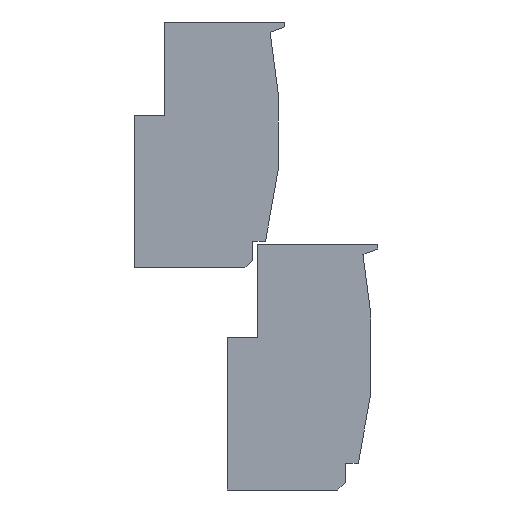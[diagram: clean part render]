
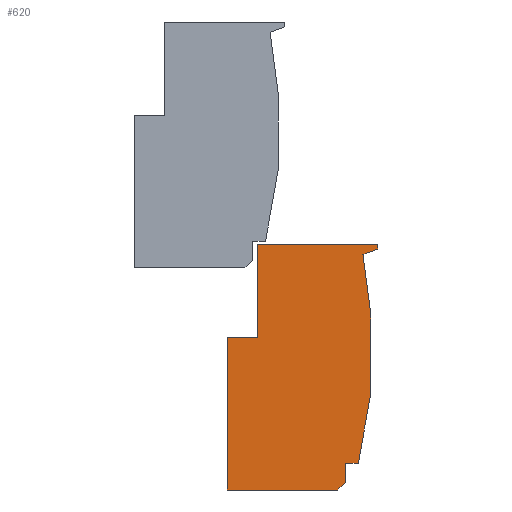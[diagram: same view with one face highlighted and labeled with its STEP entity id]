
A CAD part, left-side view. The second image highlights one B-rep face of the part: STEP entity #620.
In plain terms, the highlighted planar face has unit normal (-1, 0, 0).
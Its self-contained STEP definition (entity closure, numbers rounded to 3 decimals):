
#620=ADVANCED_FACE('',(#1360),#1361,.T.);
#1360=FACE_OUTER_BOUND('',#2232,.T.);
#1361=PLANE('',#2233);
#2232=EDGE_LOOP('',(#3899,#3900,#3901,#3902,#3903,#3904,#3905,#3906,#3907,#3908,#3909,#3910,#3911));
#2233=AXIS2_PLACEMENT_3D('',#3912,#3913,#3914);
#3899=ORIENTED_EDGE('',*,*,#5651,.T.);
#3900=ORIENTED_EDGE('',*,*,#5620,.T.);
#3901=ORIENTED_EDGE('',*,*,#5625,.T.);
#3902=ORIENTED_EDGE('',*,*,#5629,.T.);
#3903=ORIENTED_EDGE('',*,*,#5633,.T.);
#3904=ORIENTED_EDGE('',*,*,#5637,.T.);
#3905=ORIENTED_EDGE('',*,*,#5641,.T.);
#3906=ORIENTED_EDGE('',*,*,#5645,.T.);
#3907=ORIENTED_EDGE('',*,*,#5648,.T.);
#3908=ORIENTED_EDGE('',*,*,#5614,.T.);
#3909=ORIENTED_EDGE('',*,*,#5611,.T.);
#3910=ORIENTED_EDGE('',*,*,#5560,.T.);
#3911=ORIENTED_EDGE('',*,*,#5548,.T.);
#3912=CARTESIAN_POINT('',(0.0,10.04,16.422));
#3913=DIRECTION('',(-1.0,0.0,0.0));
#3914=DIRECTION('',(0.0,1.0,0.0));
#5548=EDGE_CURVE('',#6709,#6707,#6710,.T.);
#5560=EDGE_CURVE('',#6728,#6709,#6729,.T.);
#5611=EDGE_CURVE('',#6802,#6728,#6803,.T.);
#5614=EDGE_CURVE('',#6806,#6802,#6807,.T.);
#5620=EDGE_CURVE('',#6817,#6815,#6818,.T.);
#5625=EDGE_CURVE('',#6815,#6823,#6825,.T.);
#5629=EDGE_CURVE('',#6823,#6829,#6831,.T.);
#5633=EDGE_CURVE('',#6829,#6835,#6837,.T.);
#5637=EDGE_CURVE('',#6835,#6841,#6843,.T.);
#5641=EDGE_CURVE('',#6841,#6847,#6849,.T.);
#5645=EDGE_CURVE('',#6847,#6853,#6855,.T.);
#5648=EDGE_CURVE('',#6853,#6806,#6858,.T.);
#5651=EDGE_CURVE('',#6707,#6817,#6861,.T.);
#6707=VERTEX_POINT('',#8375);
#6709=VERTEX_POINT('',#8378);
#6710=LINE('',#8379,#8380);
#6728=VERTEX_POINT('',#8406);
#6729=LINE('',#8407,#8408);
#6802=VERTEX_POINT('',#8518);
#6803=LINE('',#8519,#8520);
#6806=VERTEX_POINT('',#8524);
#6807=LINE('',#8525,#8526);
#6815=VERTEX_POINT('',#8537);
#6817=VERTEX_POINT('',#8540);
#6818=LINE('',#8541,#8542);
#6823=VERTEX_POINT('',#8549);
#6825=LINE('',#8552,#8553);
#6829=VERTEX_POINT('',#8558);
#6831=LINE('',#8561,#8562);
#6835=VERTEX_POINT('',#8567);
#6837=LINE('',#8570,#8571);
#6841=VERTEX_POINT('',#8576);
#6843=LINE('',#8579,#8580);
#6847=VERTEX_POINT('',#8585);
#6849=LINE('',#8588,#8589);
#6853=VERTEX_POINT('',#8594);
#6855=LINE('',#8597,#8598);
#6858=LINE('',#8602,#8603);
#6861=LINE('',#8607,#8608);
#8375=CARTESIAN_POINT('',(0.0,19.8,0.0));
#8378=CARTESIAN_POINT('',(0.0,19.8,20.0));
#8379=CARTESIAN_POINT('',(0.0,19.8,20.0));
#8380=VECTOR('',#10005,1.0);
#8406=CARTESIAN_POINT('',(0.0,15.8,20.0));
#8407=CARTESIAN_POINT('',(0.0,15.8,20.0));
#8408=VECTOR('',#10014,1.0);
#8518=CARTESIAN_POINT('',(0.0,15.8,32.3));
#8519=CARTESIAN_POINT('',(0.0,15.8,32.3));
#8520=VECTOR('',#10052,1.0);
#8524=CARTESIAN_POINT('',(0.0,0.0,32.3));
#8525=CARTESIAN_POINT('',(0.0,0.0,32.3));
#8526=VECTOR('',#10054,1.0);
#8537=CARTESIAN_POINT('',(0.0,4.25,1.0));
#8540=CARTESIAN_POINT('',(0.0,5.25,0.0));
#8541=CARTESIAN_POINT('',(0.0,5.25,0.0));
#8542=VECTOR('',#10059,1.0);
#8549=CARTESIAN_POINT('',(0.0,4.25,3.5));
#8552=CARTESIAN_POINT('',(0.0,4.25,1.0));
#8553=VECTOR('',#10063,1.0);
#8558=CARTESIAN_POINT('',(0.0,2.55,3.5));
#8561=CARTESIAN_POINT('',(0.0,4.25,3.5));
#8562=VECTOR('',#10066,1.0);
#8567=CARTESIAN_POINT('',(0.0,0.9,12.8));
#8570=CARTESIAN_POINT('',(0.0,2.55,3.5));
#8571=VECTOR('',#10069,1.0);
#8576=CARTESIAN_POINT('',(0.0,0.9,23.0));
#8579=CARTESIAN_POINT('',(0.0,0.9,12.8));
#8580=VECTOR('',#10072,1.0);
#8585=CARTESIAN_POINT('',(0.0,1.95,30.95));
#8588=CARTESIAN_POINT('',(0.0,0.9,23.0));
#8589=VECTOR('',#10075,1.0);
#8594=CARTESIAN_POINT('',(0.0,0.0,31.65));
#8597=CARTESIAN_POINT('',(0.0,1.95,30.95));
#8598=VECTOR('',#10078,1.0);
#8602=CARTESIAN_POINT('',(0.0,0.0,31.65));
#8603=VECTOR('',#10080,1.0);
#8607=CARTESIAN_POINT('',(0.0,19.8,0.0));
#8608=VECTOR('',#10082,1.0);
#10005=DIRECTION('',(0.0,0.0,-1.0));
#10014=DIRECTION('',(0.0,1.0,0.0));
#10052=DIRECTION('',(0.0,0.0,-1.0));
#10054=DIRECTION('',(0.0,1.0,0.0));
#10059=DIRECTION('',(0.0,-0.707,0.707));
#10063=DIRECTION('',(0.0,0.0,1.0));
#10066=DIRECTION('',(0.0,-1.0,0.0));
#10069=DIRECTION('',(0.0,-0.175,0.985));
#10072=DIRECTION('',(0.0,0.0,1.0));
#10075=DIRECTION('',(0.0,0.131,0.991));
#10078=DIRECTION('',(0.0,-0.941,0.338));
#10080=DIRECTION('',(0.0,0.0,1.0));
#10082=DIRECTION('',(0.0,-1.0,0.0));
